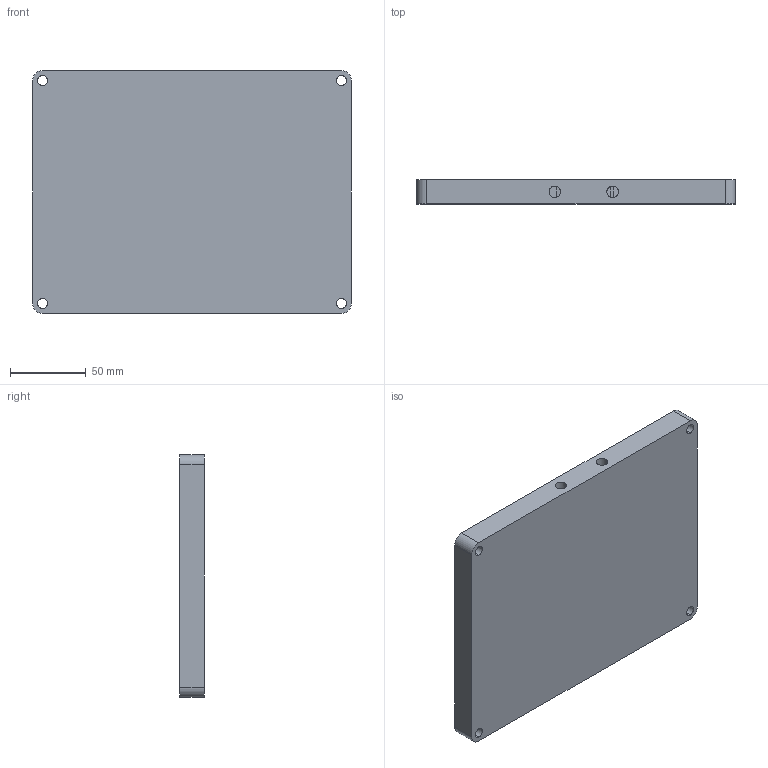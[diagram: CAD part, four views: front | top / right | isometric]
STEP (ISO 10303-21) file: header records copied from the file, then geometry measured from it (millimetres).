
FILE_DESCRIPTION (( 'STEP AP203' ), '1' );
FILE_NAME ('AC-X1 Chill Plate.STEP', '2019-03-22T22:58:11', ( 'Pee See' ), ( '' ), 'SwSTEP 2.0', 'SolidWorks 2010', '' );
FILE_SCHEMA (( 'CONFIG_CONTROL_DESIGN' ));
Length unit declared in the file: inch
Products named in the file (1): AC-X1 Chill Plate
Bounding box: 210 x 15.88 x 160 mm (x, y, z)
Volume: 253114.8 mm3; surface area: 97933.1 mm2
Topology: 1 solids, 1 shells, 48 faces, 141 edges, 94 vertices
Faces by surface type: cylinder 28, plane 20
Entity records: 1788 total; most frequent: CARTESIAN_POINT 360, DIRECTION 289, ORIENTED_EDGE 282, EDGE_CURVE 141, AXIS2_PLACEMENT_3D 105, VERTEX_POINT 94, LINE 79, VECTOR 79
